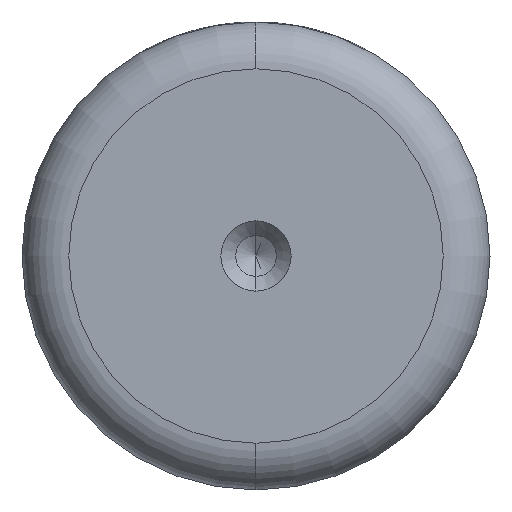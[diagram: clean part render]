
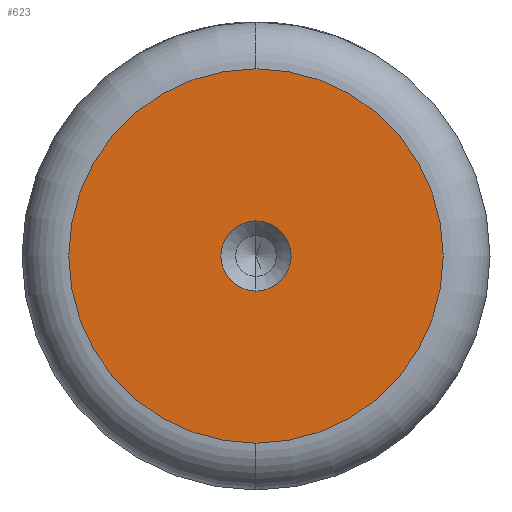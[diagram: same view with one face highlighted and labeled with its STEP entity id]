
A CAD part, left-side view. The second image highlights one B-rep face of the part: STEP entity #623.
In plain terms, the highlighted planar face has unit normal (-1, 0, 0).
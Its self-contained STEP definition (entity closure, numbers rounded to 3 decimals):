
#5 = AXIS2_PLACEMENT_3D ( 'NONE', #32, #813, #155 ) ;
#32 = CARTESIAN_POINT ( 'NONE',  ( 0., 0., 0. ) ) ;
#67 = EDGE_CURVE ( 'NONE', #329, #311, #261, .T. ) ;
#138 = CIRCLE ( 'NONE', #5, 12. ) ;
#155 = DIRECTION ( 'NONE',  ( 0., 0., 1. ) ) ;
#160 = DIRECTION ( 'NONE',  ( -1., 0., 0. ) ) ;
#180 = CARTESIAN_POINT ( 'NONE',  ( 0., 0., 12. ) ) ;
#261 = CIRCLE ( 'NONE', #1253, 12. ) ;
#287 = ORIENTED_EDGE ( 'NONE', *, *, #1217, .F. ) ;
#306 = CARTESIAN_POINT ( 'NONE',  ( 0., 0., -12. ) ) ;
#311 = VERTEX_POINT ( 'NONE', #180 ) ;
#329 = VERTEX_POINT ( 'NONE', #306 ) ;
#351 = DIRECTION ( 'NONE',  ( -1., 0., 0. ) ) ;
#368 = FACE_OUTER_BOUND ( 'NONE', #625, .T. ) ;
#398 = ORIENTED_EDGE ( 'NONE', *, *, #1148, .F. ) ;
#418 = VERTEX_POINT ( 'NONE', #1267 ) ;
#460 = CIRCLE ( 'NONE', #629, 2.25 ) ;
#467 = PLANE ( 'NONE',  #504 ) ;
#494 = AXIS2_PLACEMENT_3D ( 'NONE', #815, #160, #922 ) ;
#504 = AXIS2_PLACEMENT_3D ( 'NONE', #1107, #574, #1323 ) ;
#538 = ORIENTED_EDGE ( 'NONE', *, *, #67, .T. ) ;
#545 = CARTESIAN_POINT ( 'NONE',  ( 0., 0., 0. ) ) ;
#564 = EDGE_LOOP ( 'NONE', ( #398, #287 ) ) ;
#574 = DIRECTION ( 'NONE',  ( -1., 0., 0. ) ) ;
#622 = VERTEX_POINT ( 'NONE', #1102 ) ;
#623 = ADVANCED_FACE ( 'NONE', ( #1209, #368 ), #467, .T. ) ;
#625 = EDGE_LOOP ( 'NONE', ( #1220, #538 ) ) ;
#629 = AXIS2_PLACEMENT_3D ( 'NONE', #974, #351, #1088 ) ;
#660 = DIRECTION ( 'NONE',  ( 0., 0., 1. ) ) ;
#809 = CIRCLE ( 'NONE', #494, 2.25 ) ;
#813 = DIRECTION ( 'NONE',  ( -1., 0., 0. ) ) ;
#815 = CARTESIAN_POINT ( 'NONE',  ( 0., 0., 0. ) ) ;
#922 = DIRECTION ( 'NONE',  ( 0., 0., 1. ) ) ;
#943 = EDGE_CURVE ( 'NONE', #311, #329, #138, .T. ) ;
#974 = CARTESIAN_POINT ( 'NONE',  ( 0., 0., 0. ) ) ;
#1088 = DIRECTION ( 'NONE',  ( 0., 0., 1. ) ) ;
#1102 = CARTESIAN_POINT ( 'NONE',  ( 0., 0., -2.25 ) ) ;
#1107 = CARTESIAN_POINT ( 'NONE',  ( 0., 0., 0. ) ) ;
#1148 = EDGE_CURVE ( 'NONE', #418, #622, #809, .T. ) ;
#1209 = FACE_BOUND ( 'NONE', #564, .T. ) ;
#1217 = EDGE_CURVE ( 'NONE', #622, #418, #460, .T. ) ;
#1220 = ORIENTED_EDGE ( 'NONE', *, *, #943, .T. ) ;
#1253 = AXIS2_PLACEMENT_3D ( 'NONE', #545, #1299, #660 ) ;
#1267 = CARTESIAN_POINT ( 'NONE',  ( 0., 0., 2.25 ) ) ;
#1299 = DIRECTION ( 'NONE',  ( -1., 0., 0. ) ) ;
#1323 = DIRECTION ( 'NONE',  ( 0., 0., 1. ) ) ;
